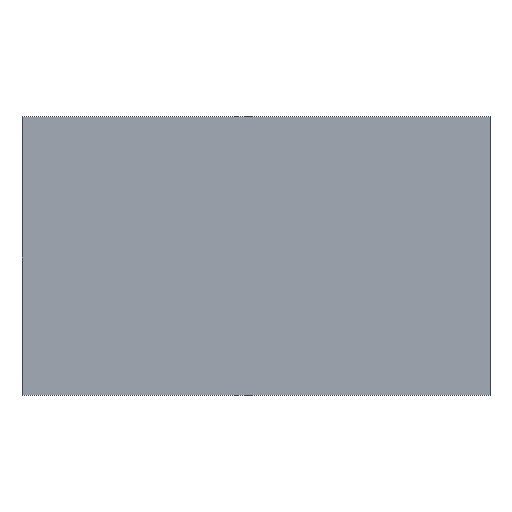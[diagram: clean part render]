
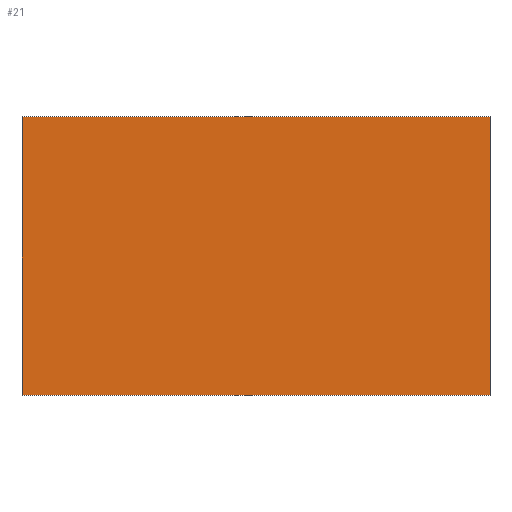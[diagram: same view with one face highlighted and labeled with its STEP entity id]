
A CAD part, top view. The second image highlights one B-rep face of the part: STEP entity #21.
In plain terms, the highlighted planar face has unit normal (0, 0, 1).
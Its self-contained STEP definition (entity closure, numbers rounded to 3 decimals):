
#3 = VERTEX_POINT ( 'NONE', #61 ) ;
#6 = EDGE_CURVE ( 'NONE', #3, #42, #77, .T. ) ;
#8 = EDGE_CURVE ( 'NONE', #33, #29, #58, .T. ) ;
#10 = EDGE_CURVE ( 'NONE', #29, #3, #23, .T. ) ;
#17 = ORIENTED_EDGE ( 'NONE', *, *, #6, .T. ) ;
#18 = ORIENTED_EDGE ( 'NONE', *, *, #35, .T. ) ;
#19 = ORIENTED_EDGE ( 'NONE', *, *, #8, .T. ) ;
#20 = EDGE_LOOP ( 'NONE', ( #17, #18, #19, #22 ) ) ;
#21 = ADVANCED_FACE ( 'NONE', ( #81 ), #98, .T. ) ;
#22 = ORIENTED_EDGE ( 'NONE', *, *, #10, .T. ) ;
#23 = LINE ( 'NONE', #91, #110 ) ;
#29 = VERTEX_POINT ( 'NONE', #95 ) ;
#33 = VERTEX_POINT ( 'NONE', #114 ) ;
#35 = EDGE_CURVE ( 'NONE', #42, #33, #117, .T. ) ;
#42 = VERTEX_POINT ( 'NONE', #206 ) ;
#55 = DIRECTION ( 'NONE',  ( 0., 1., 0. ) ) ;
#56 = VECTOR ( 'NONE', #55, 1000. ) ;
#57 = CARTESIAN_POINT ( 'NONE',  ( 154.25, 91.75, 2. ) ) ;
#58 = LINE ( 'NONE', #57, #56 ) ;
#61 = CARTESIAN_POINT ( 'NONE',  ( -154.25, 91.75, 2. ) ) ;
#74 = DIRECTION ( 'NONE',  ( 0., -1., 0. ) ) ;
#75 = VECTOR ( 'NONE', #74, 1000. ) ;
#76 = CARTESIAN_POINT ( 'NONE',  ( -154.25, 91.75, 2. ) ) ;
#77 = LINE ( 'NONE', #76, #75 ) ;
#81 = FACE_OUTER_BOUND ( 'NONE', #20, .T. ) ;
#83 = DIRECTION ( 'NONE',  ( 1., 0., 0. ) ) ;
#84 = DIRECTION ( 'NONE',  ( 0., 0., 1. ) ) ;
#85 = AXIS2_PLACEMENT_3D ( 'NONE', #97, #84, #83 ) ;
#88 = VECTOR ( 'NONE', #224, 1000. ) ;
#91 = CARTESIAN_POINT ( 'NONE',  ( -154.25, 91.75, 2. ) ) ;
#95 = CARTESIAN_POINT ( 'NONE',  ( 154.25, 91.75, 2. ) ) ;
#97 = CARTESIAN_POINT ( 'NONE',  ( -154.25, -91.75, 2. ) ) ;
#98 = PLANE ( 'NONE',  #85 ) ;
#103 = DIRECTION ( 'NONE',  ( -1., 0., 0. ) ) ;
#110 = VECTOR ( 'NONE', #103, 1000. ) ;
#114 = CARTESIAN_POINT ( 'NONE',  ( 154.25, -91.75, 2. ) ) ;
#116 = CARTESIAN_POINT ( 'NONE',  ( -154.25, -91.75, 2. ) ) ;
#117 = LINE ( 'NONE', #116, #88 ) ;
#206 = CARTESIAN_POINT ( 'NONE',  ( -154.25, -91.75, 2. ) ) ;
#224 = DIRECTION ( 'NONE',  ( 1., 0., 0. ) ) ;
